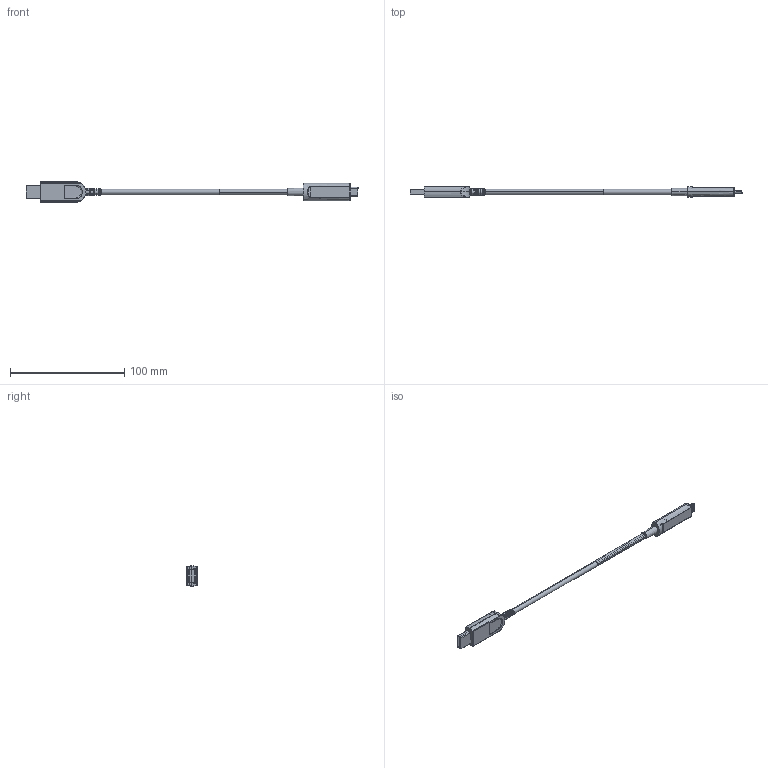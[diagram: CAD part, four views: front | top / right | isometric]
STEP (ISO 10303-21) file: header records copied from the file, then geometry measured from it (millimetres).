
FILE_DESCRIPTION (( 'STEP AP203' ), '1' );
FILE_NAME ('AOC-U30AMCM-V0S_3D.STEP', '2022-05-10T20:41:55', ( '' ), ( '' ), 'SwSTEP 2.0', 'SolidWorks 2021', '' );
FILE_SCHEMA (( 'CONFIG_CONTROL_DESIGN' ));
Length unit declared in the file: millimetre
Products named in the file (28): TYPE_C_PLUG_3_TOP_COVER.stp; FIBER_CABLE_D3_8.stp; AOC-U30AMCM-V0S_3D; TYPE_C_TX_PCB.stp; TYPE_C_PLUG_3_BOTTOM_COVER.stp; USB_HOUSING_MALE.stp; 027-type C 180°.stp; FOXCOON_1.stp; TYPE_C_TX_PCBA_ASM.stp; SOLID1.stp; HDMI_AOC_DE_PURELINK_SR.stp; USB_AOC_MALE_BOTTOM_COVER.stp; JUMPER.stp; HDMI_AOC_M1_6_5L.stp; AOC 3.0 CM 180°- MA5; AOC AM 3.0 (USB male)- MA3; DP_AOC_FIBER_CLAMP.stp; USB_AOC_MALE_TOP_COVER.stp; SOLID2.stp; USB_MALE_PCB.stp; TYPE_C_MALE_CONN.stp; TYPE_C_PLUG_SR.stp; 421(USB male).stp; DP_AOC_FIBER_CLAMP_.stp; AOC cable D4.8-MA2; USB_MALE_PCBA_ASM.stp; LENS.stp; SOLID3.stp
Assembly tree (30 placements, depth 5):
  AOC-U30AMCM-V0S_3D
    AOC AM 3.0 (USB male)- MA3
      421(USB male).stp
        USB_MALE_PCBA_ASM.stp
          FOXCOON_1.stp
          USB_MALE_PCB.stp
          SOLID3.stp
          SOLID2.stp
          LENS.stp
          SOLID1.stp
          USB_HOUSING_MALE.stp
          JUMPER.stp
        USB_AOC_MALE_TOP_COVER.stp
        USB_AOC_MALE_BOTTOM_COVER.stp
        HDMI_AOC_DE_PURELINK_SR.stp
        DP_AOC_FIBER_CLAMP_.stp
        HDMI_AOC_M1_6_5L.stp  x2
    AOC 3.0 CM 180°- MA5
      027-type C 180°.stp
        TYPE_C_TX_PCBA_ASM.stp
          TYPE_C_TX_PCB.stp
          TYPE_C_MALE_CONN.stp
          FIBER_CABLE_D3_8.stp
        TYPE_C_PLUG_3_BOTTOM_COVER.stp
        TYPE_C_PLUG_3_TOP_COVER.stp
        TYPE_C_PLUG_SR.stp
        DP_AOC_FIBER_CLAMP.stp
        HDMI_AOC_M1_6_5L.stp  x2
    AOC cable D4.8-MA2
Bounding box: 291.18 x 9.49 x 18 mm (x, y, z)
Volume: 8531.7 mm3; surface area: 19868.3 mm2
Topology: 25 solids, 44 shells, 5240 faces, 14475 edges, 9449 vertices
Faces by surface type: plane 3111, cylinder 1479, bspline 314, cone 208, torus 102, sphere 26
Entity records: 201902 total; most frequent: CARTESIAN_POINT 69729, ORIENTED_EDGE 28294, DIRECTION 24947, EDGE_CURVE 14151, LINE 9443, VECTOR 9443, VERTEX_POINT 9270, AXIS2_PLACEMENT_3D 7752
